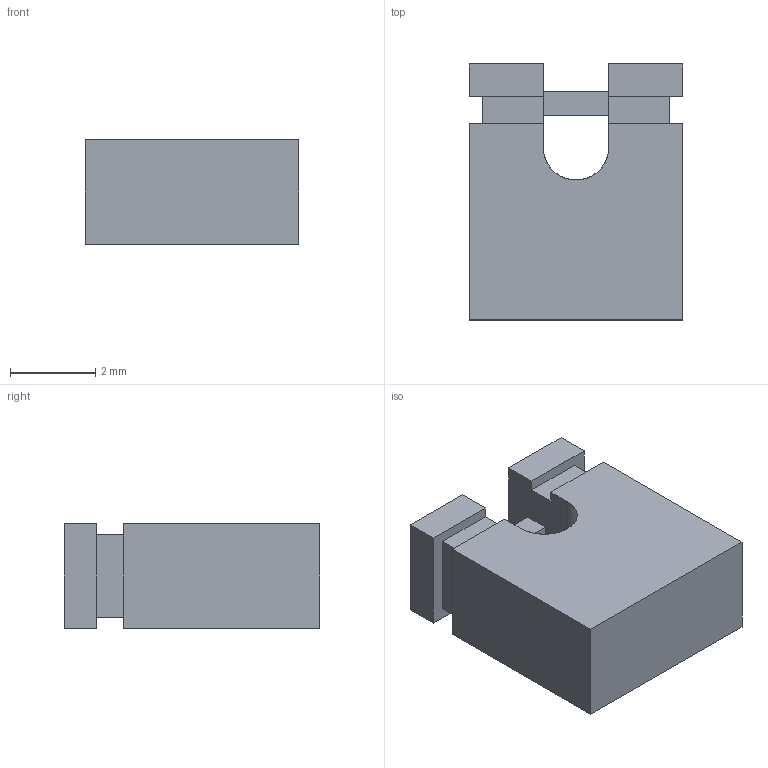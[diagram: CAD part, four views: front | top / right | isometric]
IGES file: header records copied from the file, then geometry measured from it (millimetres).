
Start section: SolidWorks IGES file using analytic representation for surfaces
Global section: file name: SH-1-02.IGS; native system: SolidWorks 2014; preprocessor: SolidWorks 2014; author: ewilson; date: 140805.100306; units: inch
Bounding box: 5 x 5.99 x 2.44 mm (x, y, z)
Surface area: 123.5 mm2 (no closed solid volume)
Topology: 0 solids, 0 shells, 30 faces, 182 edges, 182 vertices
Faces by surface type: bspline 29, revolution 1
